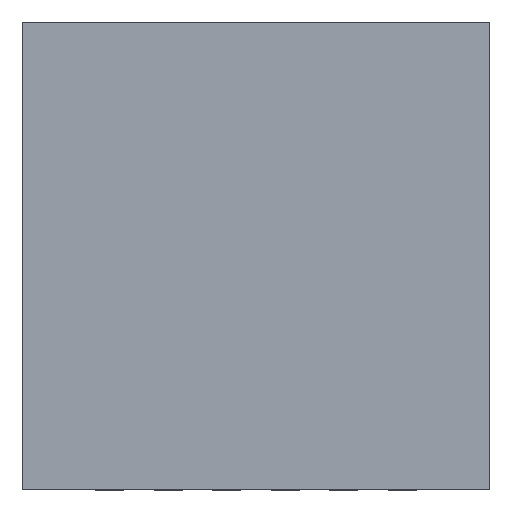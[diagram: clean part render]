
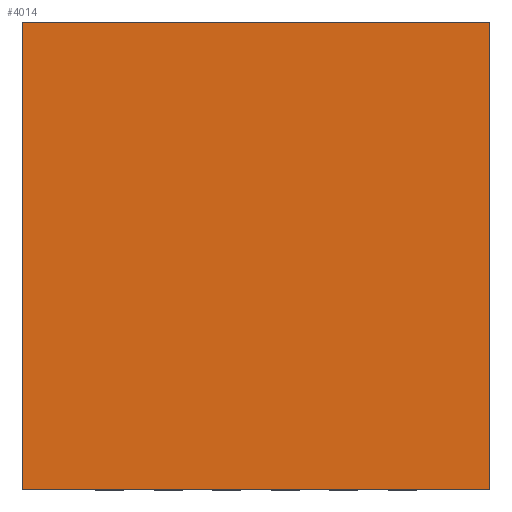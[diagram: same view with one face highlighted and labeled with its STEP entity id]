
A CAD part, top view. The second image highlights one B-rep face of the part: STEP entity #4014.
In plain terms, the highlighted face is planar.
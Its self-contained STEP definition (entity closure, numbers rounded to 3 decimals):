
#1699=DIRECTION('',(0.,0.,1.));
#1700=VECTOR('',#1699,4.);
#1701=CARTESIAN_POINT('',(-2.,0.975,-2.));
#1702=LINE('',#1701,#1700);
#1706=DIRECTION('',(-1.,0.,0.));
#1707=VECTOR('',#1706,4.);
#1708=CARTESIAN_POINT('',(2.,0.975,-2.));
#1709=LINE('',#1708,#1707);
#1713=DIRECTION('',(0.,0.,-1.));
#1714=VECTOR('',#1713,4.);
#1715=CARTESIAN_POINT('',(2.,0.975,2.));
#1716=LINE('',#1715,#1714);
#1720=DIRECTION('',(1.,0.,0.));
#1721=VECTOR('',#1720,4.);
#1722=CARTESIAN_POINT('',(-2.,0.975,2.));
#1723=LINE('',#1722,#1721);
#2381=CARTESIAN_POINT('',(-2.,0.975,-2.));
#2382=CARTESIAN_POINT('',(-2.,0.975,2.));
#2383=VERTEX_POINT('',#2381);
#2384=VERTEX_POINT('',#2382);
#2385=CARTESIAN_POINT('',(2.,0.975,2.));
#2386=VERTEX_POINT('',#2385);
#2387=CARTESIAN_POINT('',(2.,0.975,-2.));
#2388=VERTEX_POINT('',#2387);
#4003=CARTESIAN_POINT('',(0.,0.975,0.));
#4004=DIRECTION('',(0.,1.,0.));
#4005=DIRECTION('',(1.,0.,0.));
#4006=AXIS2_PLACEMENT_3D('',#4003,#4004,#4005);
#4007=PLANE('',#4006);
#4008=ORIENTED_EDGE('',*,*,#3084,.F.);
#4009=ORIENTED_EDGE('',*,*,#3459,.F.);
#4010=ORIENTED_EDGE('',*,*,#3800,.F.);
#4011=ORIENTED_EDGE('',*,*,#3906,.F.);
#4012=EDGE_LOOP('',(#4008,#4009,#4010,#4011));
#4013=FACE_OUTER_BOUND('',#4012,.F.);
#4014=ADVANCED_FACE('',(#4013),#4007,.T.);
#3084=EDGE_CURVE('',#2383,#2384,#1702,.T.);
#3459=EDGE_CURVE('',#2388,#2383,#1709,.T.);
#3800=EDGE_CURVE('',#2386,#2388,#1716,.T.);
#3906=EDGE_CURVE('',#2384,#2386,#1723,.T.);
